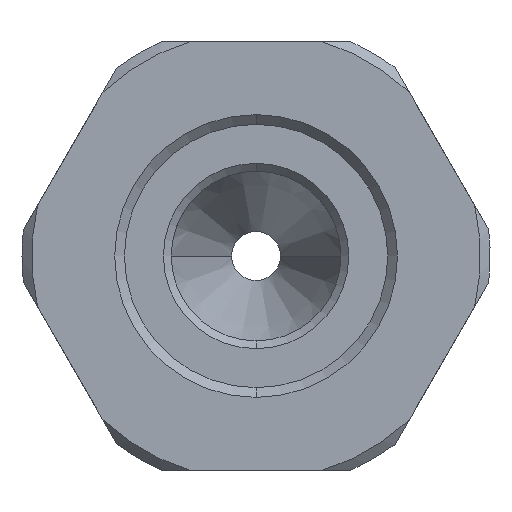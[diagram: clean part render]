
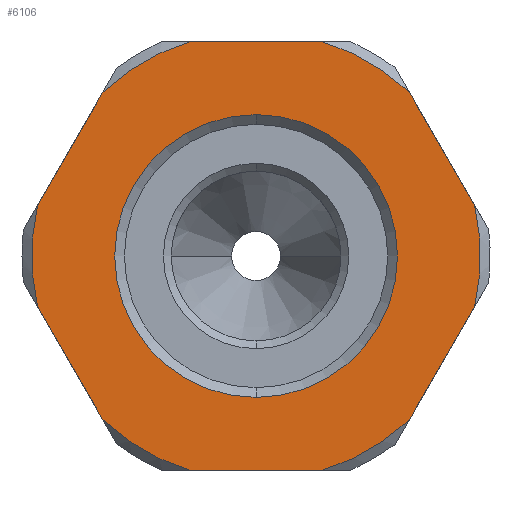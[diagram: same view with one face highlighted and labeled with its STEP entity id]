
A CAD part, left-side view. The second image highlights one B-rep face of the part: STEP entity #6106.
In plain terms, the highlighted planar face has unit normal (-1, 0, 0).
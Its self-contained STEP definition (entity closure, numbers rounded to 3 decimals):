
#20 = DIRECTION ( 'NONE',  ( 0., -1., 0. ) ) ;
#24 = DIRECTION ( 'NONE',  ( 0., -0.5, -0.866 ) ) ;
#123 = CIRCLE ( 'NONE', #1823, 11.502 ) ;
#126 = AXIS2_PLACEMENT_3D ( 'NONE', #7167, #2463, #7962 ) ;
#222 = EDGE_CURVE ( 'NONE', #9205, #8463, #9032, .T. ) ;
#229 = CARTESIAN_POINT ( 'NONE',  ( -0.5, 11.206, 2.59 ) ) ;
#354 = DIRECTION ( 'NONE',  ( 0., 0., -1. ) ) ;
#544 = DIRECTION ( 'NONE',  ( -1., 0., 0. ) ) ;
#603 = VERTEX_POINT ( 'NONE', #3244 ) ;
#702 = ORIENTED_EDGE ( 'NONE', *, *, #9496, .F. ) ;
#790 = CARTESIAN_POINT ( 'NONE',  ( -0.5, 7.846, 8.41 ) ) ;
#826 = CARTESIAN_POINT ( 'NONE',  ( -0.5, 3.36, 11. ) ) ;
#856 = LINE ( 'NONE', #7390, #4551 ) ;
#861 = EDGE_CURVE ( 'NONE', #2532, #603, #856, .T. ) ;
#920 = LINE ( 'NONE', #3969, #2767 ) ;
#1036 = PLANE ( 'NONE',  #1356 ) ;
#1219 = EDGE_CURVE ( 'NONE', #3944, #1861, #9499, .T. ) ;
#1271 = CARTESIAN_POINT ( 'NONE',  ( -0.5, 0., 11. ) ) ;
#1356 = AXIS2_PLACEMENT_3D ( 'NONE', #8096, #1854, #7335 ) ;
#1404 = VERTEX_POINT ( 'NONE', #5510 ) ;
#1642 = LINE ( 'NONE', #1271, #5817 ) ;
#1682 = CIRCLE ( 'NONE', #126, 11.502 ) ;
#1702 = CARTESIAN_POINT ( 'NONE',  ( -0.5, -3.36, -11. ) ) ;
#1724 = ORIENTED_EDGE ( 'NONE', *, *, #3910, .T. ) ;
#1771 = VERTEX_POINT ( 'NONE', #1960 ) ;
#1823 = AXIS2_PLACEMENT_3D ( 'NONE', #9690, #5081, #354 ) ;
#1854 = DIRECTION ( 'NONE',  ( -1., 0., 0. ) ) ;
#1861 = VERTEX_POINT ( 'NONE', #8777 ) ;
#1960 = CARTESIAN_POINT ( 'NONE',  ( -0.5, 11.206, -2.59 ) ) ;
#2287 = CIRCLE ( 'NONE', #9843, 7.25 ) ;
#2338 = ORIENTED_EDGE ( 'NONE', *, *, #3535, .T. ) ;
#2463 = DIRECTION ( 'NONE',  ( -1., 0., 0. ) ) ;
#2532 = VERTEX_POINT ( 'NONE', #4346 ) ;
#2535 = VECTOR ( 'NONE', #4782, 1000. ) ;
#2719 = CARTESIAN_POINT ( 'NONE',  ( -0.5, -7.846, 8.41 ) ) ;
#2767 = VECTOR ( 'NONE', #24, 1000. ) ;
#2801 = ORIENTED_EDGE ( 'NONE', *, *, #1219, .T. ) ;
#2974 = VERTEX_POINT ( 'NONE', #9048 ) ;
#3213 = EDGE_CURVE ( 'NONE', #7034, #1771, #9520, .T. ) ;
#3244 = CARTESIAN_POINT ( 'NONE',  ( -0.5, -11.206, -2.59 ) ) ;
#3535 = EDGE_CURVE ( 'NONE', #1861, #9855, #1642, .T. ) ;
#3662 = EDGE_LOOP ( 'NONE', ( #702, #5764 ) ) ;
#3688 = DIRECTION ( 'NONE',  ( -1., 0., 0. ) ) ;
#3689 = CARTESIAN_POINT ( 'NONE',  ( -0.5, 7.846, -8.41 ) ) ;
#3898 = FACE_OUTER_BOUND ( 'NONE', #9159, .T. ) ;
#3910 = EDGE_CURVE ( 'NONE', #603, #1404, #123, .T. ) ;
#3923 = ORIENTED_EDGE ( 'NONE', *, *, #6892, .T. ) ;
#3944 = VERTEX_POINT ( 'NONE', #2719 ) ;
#3969 = CARTESIAN_POINT ( 'NONE',  ( -0.5, 11.206, -2.59 ) ) ;
#4004 = AXIS2_PLACEMENT_3D ( 'NONE', #5270, #544, #6066 ) ;
#4013 = CARTESIAN_POINT ( 'NONE',  ( -0.5, 0., 0. ) ) ;
#4073 = AXIS2_PLACEMENT_3D ( 'NONE', #4013, #9416, #4792 ) ;
#4296 = DIRECTION ( 'NONE',  ( -1., 0., 0. ) ) ;
#4346 = CARTESIAN_POINT ( 'NONE',  ( -0.5, -7.846, -8.41 ) ) ;
#4366 = VERTEX_POINT ( 'NONE', #790 ) ;
#4399 = ORIENTED_EDGE ( 'NONE', *, *, #861, .T. ) ;
#4551 = VECTOR ( 'NONE', #5724, 1000. ) ;
#4591 = DIRECTION ( 'NONE',  ( -1., 0., 0. ) ) ;
#4631 = CIRCLE ( 'NONE', #5777, 11.502 ) ;
#4643 = VERTEX_POINT ( 'NONE', #1702 ) ;
#4767 = ORIENTED_EDGE ( 'NONE', *, *, #5741, .T. ) ;
#4782 = DIRECTION ( 'NONE',  ( 0., 0.5, 0.866 ) ) ;
#4792 = DIRECTION ( 'NONE',  ( 0., 0., -1. ) ) ;
#4948 = DIRECTION ( 'NONE',  ( 0., 0., -1. ) ) ;
#5023 = CARTESIAN_POINT ( 'NONE',  ( -0.5, 7.846, 8.41 ) ) ;
#5081 = DIRECTION ( 'NONE',  ( -1., 0., 0. ) ) ;
#5270 = CARTESIAN_POINT ( 'NONE',  ( -0.5, 0., 0. ) ) ;
#5412 = ORIENTED_EDGE ( 'NONE', *, *, #7100, .T. ) ;
#5510 = CARTESIAN_POINT ( 'NONE',  ( -0.5, -11.206, 2.59 ) ) ;
#5520 = ORIENTED_EDGE ( 'NONE', *, *, #222, .T. ) ;
#5724 = DIRECTION ( 'NONE',  ( 0., -0.5, 0.866 ) ) ;
#5738 = CIRCLE ( 'NONE', #4004, 7.25 ) ;
#5741 = EDGE_CURVE ( 'NONE', #4643, #2532, #4631, .T. ) ;
#5764 = ORIENTED_EDGE ( 'NONE', *, *, #6342, .F. ) ;
#5777 = AXIS2_PLACEMENT_3D ( 'NONE', #8374, #3688, #9113 ) ;
#5817 = VECTOR ( 'NONE', #6774, 1000. ) ;
#6066 = DIRECTION ( 'NONE',  ( 0., 0., 1. ) ) ;
#6106 = ADVANCED_FACE ( 'NONE', ( #10034, #3898 ), #1036, .T. ) ;
#6342 = EDGE_CURVE ( 'NONE', #7373, #2974, #5738, .T. ) ;
#6725 = ORIENTED_EDGE ( 'NONE', *, *, #7822, .T. ) ;
#6774 = DIRECTION ( 'NONE',  ( 0., 1., 0. ) ) ;
#6892 = EDGE_CURVE ( 'NONE', #9855, #4366, #1682, .T. ) ;
#7034 = VERTEX_POINT ( 'NONE', #229 ) ;
#7100 = EDGE_CURVE ( 'NONE', #1771, #9205, #920, .T. ) ;
#7115 = AXIS2_PLACEMENT_3D ( 'NONE', #8846, #4296, #4948 ) ;
#7167 = CARTESIAN_POINT ( 'NONE',  ( -0.5, 0., 0. ) ) ;
#7249 = ORIENTED_EDGE ( 'NONE', *, *, #7255, .T. ) ;
#7255 = EDGE_CURVE ( 'NONE', #1404, #3944, #8751, .T. ) ;
#7334 = CARTESIAN_POINT ( 'NONE',  ( -0.5, 3.36, -11. ) ) ;
#7335 = DIRECTION ( 'NONE',  ( 0., 0., 1. ) ) ;
#7373 = VERTEX_POINT ( 'NONE', #9439 ) ;
#7390 = CARTESIAN_POINT ( 'NONE',  ( -0.5, -7.846, -8.41 ) ) ;
#7428 = VECTOR ( 'NONE', #8953, 1000. ) ;
#7551 = AXIS2_PLACEMENT_3D ( 'NONE', #8144, #8174, #8201 ) ;
#7603 = ORIENTED_EDGE ( 'NONE', *, *, #8637, .T. ) ;
#7613 = ORIENTED_EDGE ( 'NONE', *, *, #3213, .T. ) ;
#7822 = EDGE_CURVE ( 'NONE', #8463, #4643, #8054, .T. ) ;
#7962 = DIRECTION ( 'NONE',  ( 0., 0., -1. ) ) ;
#8054 = LINE ( 'NONE', #8626, #9781 ) ;
#8096 = CARTESIAN_POINT ( 'NONE',  ( -0.5, -11.64, -11. ) ) ;
#8144 = CARTESIAN_POINT ( 'NONE',  ( -0.5, 0., 0. ) ) ;
#8174 = DIRECTION ( 'NONE',  ( -1., 0., 0. ) ) ;
#8201 = DIRECTION ( 'NONE',  ( 0., 0., -1. ) ) ;
#8374 = CARTESIAN_POINT ( 'NONE',  ( -0.5, 0., 0. ) ) ;
#8463 = VERTEX_POINT ( 'NONE', #7334 ) ;
#8626 = CARTESIAN_POINT ( 'NONE',  ( -0.5, 0., -11. ) ) ;
#8637 = EDGE_CURVE ( 'NONE', #4366, #7034, #9442, .T. ) ;
#8751 = LINE ( 'NONE', #9409, #2535 ) ;
#8777 = CARTESIAN_POINT ( 'NONE',  ( -0.5, -3.36, 11. ) ) ;
#8846 = CARTESIAN_POINT ( 'NONE',  ( -0.5, 0., 0. ) ) ;
#8953 = DIRECTION ( 'NONE',  ( 0., 0.5, -0.866 ) ) ;
#9032 = CIRCLE ( 'NONE', #7551, 11.502 ) ;
#9048 = CARTESIAN_POINT ( 'NONE',  ( -0.5, 0., 7.25 ) ) ;
#9113 = DIRECTION ( 'NONE',  ( 0., 0., -1. ) ) ;
#9159 = EDGE_LOOP ( 'NONE', ( #5520, #6725, #4767, #4399, #1724, #7249, #2801, #2338, #3923, #7603, #7613, #5412 ) ) ;
#9205 = VERTEX_POINT ( 'NONE', #3689 ) ;
#9217 = CARTESIAN_POINT ( 'NONE',  ( -0.5, 0., 0. ) ) ;
#9409 = CARTESIAN_POINT ( 'NONE',  ( -0.5, -11.206, 2.59 ) ) ;
#9416 = DIRECTION ( 'NONE',  ( -1., 0., 0. ) ) ;
#9439 = CARTESIAN_POINT ( 'NONE',  ( -0.5, 0., -7.25 ) ) ;
#9442 = LINE ( 'NONE', #5023, #7428 ) ;
#9496 = EDGE_CURVE ( 'NONE', #2974, #7373, #2287, .T. ) ;
#9499 = CIRCLE ( 'NONE', #7115, 11.502 ) ;
#9520 = CIRCLE ( 'NONE', #4073, 11.502 ) ;
#9690 = CARTESIAN_POINT ( 'NONE',  ( -0.5, 0., 0. ) ) ;
#9781 = VECTOR ( 'NONE', #20, 1000. ) ;
#9843 = AXIS2_PLACEMENT_3D ( 'NONE', #9217, #4591, #9960 ) ;
#9855 = VERTEX_POINT ( 'NONE', #826 ) ;
#9960 = DIRECTION ( 'NONE',  ( 0., 0., 1. ) ) ;
#10034 = FACE_BOUND ( 'NONE', #3662, .T. ) ;
